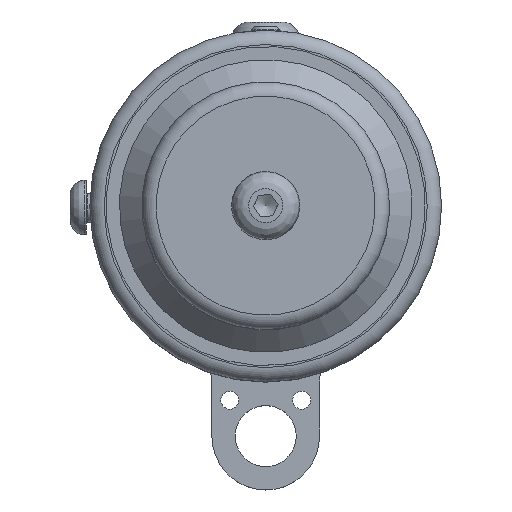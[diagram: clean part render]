
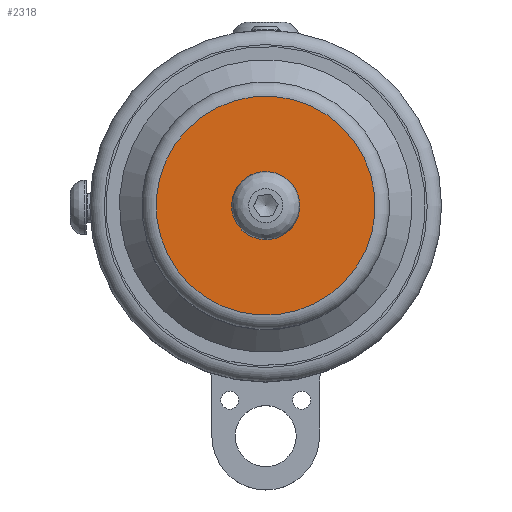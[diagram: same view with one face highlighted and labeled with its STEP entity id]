
A CAD part, top view. The second image highlights one B-rep face of the part: STEP entity #2318.
In plain terms, the highlighted planar face has unit normal (0, 0, 1).
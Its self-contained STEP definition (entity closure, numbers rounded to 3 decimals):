
#93=FACE_BOUND('',#342,.T.);
#134=PLANE('',#2499);
#212=FACE_OUTER_BOUND('',#341,.T.);
#341=EDGE_LOOP('',(#1566,#1567));
#342=EDGE_LOOP('',(#1568,#1569));
#488=CIRCLE('',#2454,2.5);
#489=CIRCLE('',#2455,2.5);
#514=CIRCLE('',#2496,15.25);
#515=CIRCLE('',#2497,15.25);
#884=VERTEX_POINT('',#3450);
#885=VERTEX_POINT('',#3451);
#922=VERTEX_POINT('',#3596);
#923=VERTEX_POINT('',#3597);
#1124=EDGE_CURVE('',#884,#885,#488,.T.);
#1125=EDGE_CURVE('',#885,#884,#489,.T.);
#1175=EDGE_CURVE('',#922,#923,#514,.T.);
#1176=EDGE_CURVE('',#923,#922,#515,.T.);
#1566=ORIENTED_EDGE('',*,*,#1175,.T.);
#1567=ORIENTED_EDGE('',*,*,#1176,.T.);
#1568=ORIENTED_EDGE('',*,*,#1124,.T.);
#1569=ORIENTED_EDGE('',*,*,#1125,.T.);
#2318=ADVANCED_FACE('',(#212,#93),#134,.T.);
#2454=AXIS2_PLACEMENT_3D('',#3452,#2757,#2758);
#2455=AXIS2_PLACEMENT_3D('',#3453,#2759,#2760);
#2496=AXIS2_PLACEMENT_3D('',#3598,#2859,#2860);
#2497=AXIS2_PLACEMENT_3D('',#3599,#2861,#2862);
#2499=AXIS2_PLACEMENT_3D('',#3601,#2865,#2866);
#2757=DIRECTION('center_axis',(0.,0.,
-1.));
#2758=DIRECTION('ref_axis',(-0.995,-0.104,0.));
#2759=DIRECTION('center_axis',(0.,0.,
-1.));
#2760=DIRECTION('ref_axis',(-0.995,-0.104,0.));
#2859=DIRECTION('center_axis',(0.,0.,
1.));
#2860=DIRECTION('ref_axis',(0.995,0.104,0.));
#2861=DIRECTION('center_axis',(0.,0.,
1.));
#2862=DIRECTION('ref_axis',(0.995,0.104,0.));
#2865=DIRECTION('center_axis',(0.,0.,
1.));
#2866=DIRECTION('ref_axis',(-0.995,-0.104,0.));
#3450=CARTESIAN_POINT('',(-2.487,-0.259,99.966));
#3451=CARTESIAN_POINT('',(-0.259,2.487,99.966));
#3452=CARTESIAN_POINT('Origin',(0.,0.,
99.966));
#3453=CARTESIAN_POINT('Origin',(0.,0.,
99.966));
#3596=CARTESIAN_POINT('',(1.579,-15.168,99.966));
#3597=CARTESIAN_POINT('',(15.168,1.579,99.966));
#3598=CARTESIAN_POINT('Origin',(0.,0.,
99.966));
#3599=CARTESIAN_POINT('Origin',(0.,0.,
99.966));
#3601=CARTESIAN_POINT('Origin',(0.,0.,
99.966));
